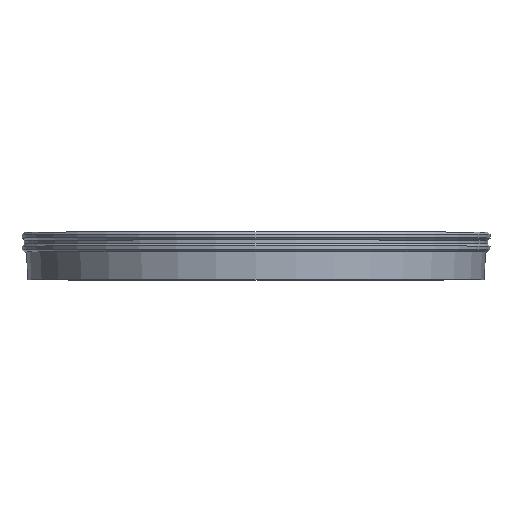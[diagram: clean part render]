
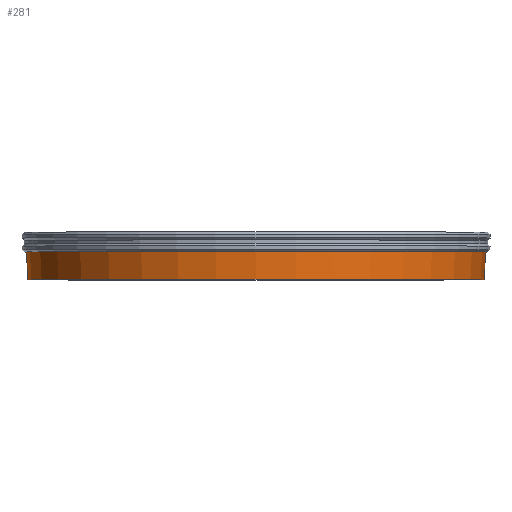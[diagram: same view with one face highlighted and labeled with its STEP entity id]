
A CAD part, top view. The second image highlights one B-rep face of the part: STEP entity #281.
In plain terms, the highlighted conical face has half-angle 3 degrees and reference radius 428.363 mm.
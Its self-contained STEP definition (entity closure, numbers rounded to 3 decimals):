
#23=LINE('',#473,#40);
#40=VECTOR('',#375,428.363);
#57=CONICAL_SURFACE('',#321,428.363,0.052);
#75=FACE_OUTER_BOUND('',#98,.T.);
#98=EDGE_LOOP('',(#206,#207,#208,#209));
#118=CIRCLE('',#315,427.);
#121=CIRCLE('',#320,429.725);
#139=VERTEX_POINT('',#461);
#142=VERTEX_POINT('',#470);
#160=EDGE_CURVE('',#139,#139,#118,.T.);
#164=EDGE_CURVE('',#142,#142,#121,.T.);
#165=EDGE_CURVE('',#139,#142,#23,.T.);
#206=ORIENTED_EDGE('',*,*,#160,.F.);
#207=ORIENTED_EDGE('',*,*,#165,.T.);
#208=ORIENTED_EDGE('',*,*,#164,.T.);
#209=ORIENTED_EDGE('',*,*,#165,.F.);
#281=ADVANCED_FACE('',(#75),#57,.T.);
#315=AXIS2_PLACEMENT_3D('',#462,#360,#361);
#320=AXIS2_PLACEMENT_3D('',#471,#371,#372);
#321=AXIS2_PLACEMENT_3D('',#472,#373,#374);
#360=DIRECTION('center_axis',(0.,-1.,0.));
#361=DIRECTION('ref_axis',(1.,0.,0.));
#371=DIRECTION('center_axis',(0.,-1.,0.));
#372=DIRECTION('ref_axis',(1.,0.,0.));
#373=DIRECTION('center_axis',(0.,1.,0.));
#374=DIRECTION('ref_axis',(1.,0.,0.));
#375=DIRECTION('',(-0.052,0.999,0.));
#461=CARTESIAN_POINT('',(-427.,0.,0.));
#462=CARTESIAN_POINT('Origin',(0.,0.,0.));
#470=CARTESIAN_POINT('',(-429.725,52.,0.));
#471=CARTESIAN_POINT('Origin',(0.,52.,0.));
#472=CARTESIAN_POINT('Origin',(0.,26.,0.));
#473=CARTESIAN_POINT('',(-428.363,26.,0.));
